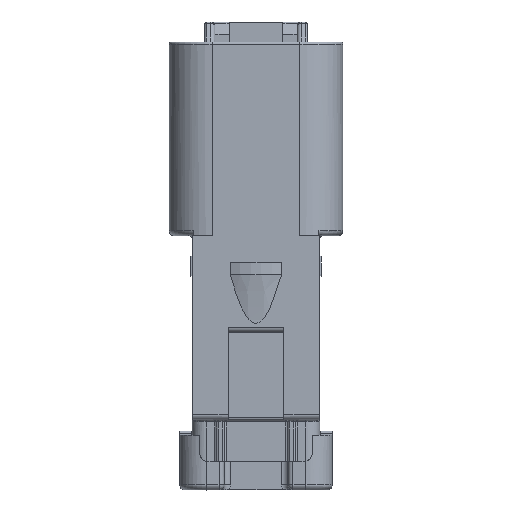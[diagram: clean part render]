
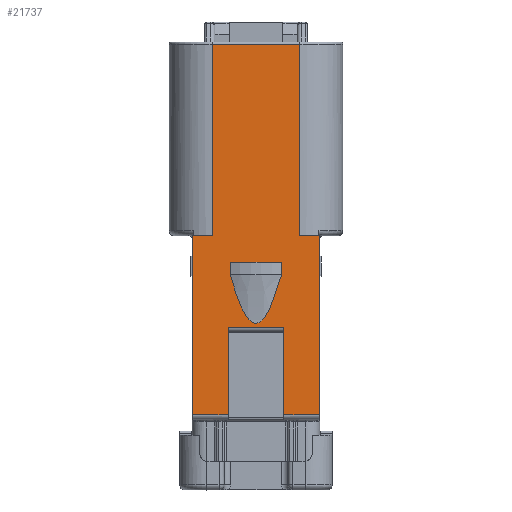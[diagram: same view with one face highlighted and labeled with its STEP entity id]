
A CAD part, top view. The second image highlights one B-rep face of the part: STEP entity #21737.
In plain terms, the highlighted planar face has unit normal (0, 0, 1).
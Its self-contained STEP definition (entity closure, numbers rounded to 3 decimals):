
#6749=DIRECTION('',(0.,1.,0.));
#6750=VECTOR('',#6749,18.9);
#6751=CARTESIAN_POINT('',(4.325,0.,6.85));
#6752=LINE('',#6751,#6750);
#6771=DIRECTION('',(0.,1.,0.));
#6772=VECTOR('',#6771,17.68);
#6773=CARTESIAN_POINT('',(6.275,-17.68,6.85));
#6774=LINE('',#6773,#6772);
#6783=DIRECTION('',(1.,0.,0.));
#6784=VECTOR('',#6783,3.535);
#6785=CARTESIAN_POINT('',(2.74,-17.68,6.85));
#6786=LINE('',#6785,#6784);
#6841=DIRECTION('',(1.,0.,0.));
#6842=VECTOR('',#6841,3.535);
#6843=CARTESIAN_POINT('',(-6.275,-17.68,6.85));
#6844=LINE('',#6843,#6842);
#6871=DIRECTION('',(0.,-1.,0.));
#6872=VECTOR('',#6871,18.9);
#6873=CARTESIAN_POINT('',(-4.325,18.9,6.85));
#6874=LINE('',#6873,#6872);
#7678=DIRECTION('',(-1.,0.,0.));
#7679=VECTOR('',#7678,8.65);
#7680=CARTESIAN_POINT('',(4.325,18.9,6.85));
#7681=LINE('',#7680,#7679);
#7715=DIRECTION('',(0.,1.,0.));
#7716=VECTOR('',#7715,17.68);
#7717=CARTESIAN_POINT('',(-6.275,-17.68,6.85));
#7718=LINE('',#7717,#7716);
#7719=DIRECTION('',(1.,0.,0.));
#7720=VECTOR('',#7719,1.95);
#7721=CARTESIAN_POINT('',(-6.275,0.,6.85));
#7722=LINE('',#7721,#7720);
#7723=DIRECTION('',(1.,0.,0.));
#7724=VECTOR('',#7723,1.95);
#7725=CARTESIAN_POINT('',(4.325,0.,6.85));
#7726=LINE('',#7725,#7724);
#7727=DIRECTION('',(0.,1.,0.));
#7728=VECTOR('',#7727,8.65);
#7729=CARTESIAN_POINT('',(2.74,-17.68,6.85));
#7730=LINE('',#7729,#7728);
#7731=DIRECTION('',(0.,-1.,0.));
#7732=VECTOR('',#7731,8.65);
#7733=CARTESIAN_POINT('',(-2.74,-9.03,6.85));
#7734=LINE('',#7733,#7732);
#7739=DIRECTION('',(1.,0.,0.));
#7740=VECTOR('',#7739,5.48);
#7741=CARTESIAN_POINT('',(-2.74,-9.03,6.85));
#7742=LINE('',#7741,#7740);
#7775=DIRECTION('',(1.,0.,0.));
#7776=VECTOR('',#7775,5.079);
#7777=CARTESIAN_POINT('',(-2.54,-2.65,6.85));
#7778=LINE('',#7777,#7776);
#7784=DIRECTION('',(0.,1.,0.));
#7785=VECTOR('',#7784,1.2);
#7786=CARTESIAN_POINT('',(-2.54,-3.85,6.85));
#7787=LINE('',#7786,#7785);
#7788=DIRECTION('',(0.,-1.,0.));
#7789=VECTOR('',#7788,1.2);
#7790=CARTESIAN_POINT('',(2.54,-2.65,6.85));
#7791=LINE('',#7790,#7789);
#7792=CARTESIAN_POINT('',(2.54,-3.85,6.85));
#7793=CARTESIAN_POINT('',(2.48,-4.067,6.85));
#7794=CARTESIAN_POINT('',(2.362,-4.48,6.85));
#7795=CARTESIAN_POINT('',(2.193,-5.039,6.85));
#7796=CARTESIAN_POINT('',(2.029,-5.544,6.85));
#7797=CARTESIAN_POINT('',(1.871,-6.,6.85));
#7798=CARTESIAN_POINT('',(1.717,-6.409,6.85));
#7799=CARTESIAN_POINT('',(1.568,-6.775,6.85));
#7800=CARTESIAN_POINT('',(1.423,-7.101,6.85));
#7801=CARTESIAN_POINT('',(1.282,-7.391,6.85));
#7802=CARTESIAN_POINT('',(1.144,-7.646,6.85));
#7803=CARTESIAN_POINT('',(1.009,-7.869,6.85));
#7804=CARTESIAN_POINT('',(0.876,-8.061,6.85));
#7805=CARTESIAN_POINT('',(0.746,-8.223,6.85));
#7806=CARTESIAN_POINT('',(0.618,-8.358,6.85));
#7807=CARTESIAN_POINT('',(0.493,-8.465,6.85));
#7808=CARTESIAN_POINT('',(0.373,-8.545,6.85));
#7809=CARTESIAN_POINT('',(0.259,-8.601,6.85));
#7810=CARTESIAN_POINT('',(0.151,-8.635,6.85));
#7811=CARTESIAN_POINT('',(0.046,-8.651,6.85));
#7812=CARTESIAN_POINT('',(-0.056,-8.65,6.85));
#7813=CARTESIAN_POINT('',(-0.161,-8.633,6.85));
#7814=CARTESIAN_POINT('',(-0.269,-8.597,6.85));
#7815=CARTESIAN_POINT('',(-0.383,-8.54,6.85));
#7816=CARTESIAN_POINT('',(-0.502,-8.458,6.85));
#7817=CARTESIAN_POINT('',(-0.626,-8.35,6.85));
#7818=CARTESIAN_POINT('',(-0.753,-8.215,6.85));
#7819=CARTESIAN_POINT('',(-0.882,-8.052,6.85));
#7820=CARTESIAN_POINT('',(-1.014,-7.86,6.85));
#7821=CARTESIAN_POINT('',(-1.148,-7.638,6.85));
#7822=CARTESIAN_POINT('',(-1.286,-7.383,6.85));
#7823=CARTESIAN_POINT('',(-1.427,-7.094,6.85));
#7824=CARTESIAN_POINT('',(-1.571,-6.769,6.85));
#7825=CARTESIAN_POINT('',(-1.719,-6.403,6.85));
#7826=CARTESIAN_POINT('',(-1.872,-5.995,6.85));
#7827=CARTESIAN_POINT('',(-2.03,-5.54,6.85));
#7828=CARTESIAN_POINT('',(-2.194,-5.036,6.85));
#7829=CARTESIAN_POINT('',(-2.363,-4.478,6.85));
#7830=CARTESIAN_POINT('',(-2.48,-4.066,6.85));
#7831=CARTESIAN_POINT('',(-2.54,-3.85,6.85));
#8200=CARTESIAN_POINT('',(-2.74,-17.68,6.85));
#8201=VERTEX_POINT('',#8200);
#8202=CARTESIAN_POINT('',(-2.74,-9.03,6.85));
#8203=VERTEX_POINT('',#8202);
#8211=CARTESIAN_POINT('',(-6.275,-17.68,6.85));
#8212=VERTEX_POINT('',#8211);
#9941=CARTESIAN_POINT('',(6.275,-17.68,6.85));
#9942=VERTEX_POINT('',#9941);
#9943=CARTESIAN_POINT('',(2.74,-17.68,6.85));
#9944=VERTEX_POINT('',#9943);
#9945=CARTESIAN_POINT('',(6.275,0.,6.85));
#9946=VERTEX_POINT('',#9945);
#9947=CARTESIAN_POINT('',(-6.275,0.,6.85));
#9948=VERTEX_POINT('',#9947);
#9949=CARTESIAN_POINT('',(-4.325,0.,6.85));
#9950=VERTEX_POINT('',#9949);
#9951=CARTESIAN_POINT('',(-4.325,18.9,6.85));
#9952=VERTEX_POINT('',#9951);
#9953=CARTESIAN_POINT('',(4.325,18.9,6.85));
#9954=VERTEX_POINT('',#9953);
#9955=CARTESIAN_POINT('',(4.325,0.,6.85));
#9956=VERTEX_POINT('',#9955);
#9957=CARTESIAN_POINT('',(2.74,-9.03,6.85));
#9958=VERTEX_POINT('',#9957);
#9959=CARTESIAN_POINT('',(-2.54,-2.65,6.85));
#9960=CARTESIAN_POINT('',(2.54,-2.65,6.85));
#9961=VERTEX_POINT('',#9959);
#9962=VERTEX_POINT('',#9960);
#9963=CARTESIAN_POINT('',(-2.54,-3.85,6.85));
#9964=VERTEX_POINT('',#9963);
#9965=VERTEX_POINT('',#7792);
#21707=CARTESIAN_POINT('',(-4.325,0.,6.85));
#21708=DIRECTION('',(0.,0.,1.));
#21709=DIRECTION('',(1.,0.,0.));
#21710=AXIS2_PLACEMENT_3D('',#21707,#21708,#21709);
#21711=PLANE('',#21710);
#21712=ORIENTED_EDGE('',*,*,#20498,.F.);
#21713=ORIENTED_EDGE('',*,*,#20512,.T.);
#21714=ORIENTED_EDGE('',*,*,#20524,.T.);
#21715=ORIENTED_EDGE('',*,*,#20542,.F.);
#21716=ORIENTED_EDGE('',*,*,#21650,.F.);
#21717=ORIENTED_EDGE('',*,*,#20361,.F.);
#21718=ORIENTED_EDGE('',*,*,#20379,.T.);
#21719=ORIENTED_EDGE('',*,*,#20391,.F.);
#21720=ORIENTED_EDGE('',*,*,#20408,.F.);
#21721=ORIENTED_EDGE('',*,*,#20431,.T.);
#21723=ORIENTED_EDGE('',*,*,#21722,.F.);
#21724=ORIENTED_EDGE('',*,*,#20475,.T.);
#21725=EDGE_LOOP('',(#21712,#21713,#21714,#21715,#21716,#21717,#21718,#21719,
#21720,#21721,#21723,#21724));
#21726=FACE_OUTER_BOUND('',#21725,.F.);
#21728=ORIENTED_EDGE('',*,*,#21727,.F.);
#21730=ORIENTED_EDGE('',*,*,#21729,.F.);
#21732=ORIENTED_EDGE('',*,*,#21731,.F.);
#21734=ORIENTED_EDGE('',*,*,#21733,.F.);
#21735=EDGE_LOOP('',(#21728,#21730,#21732,#21734));
#21736=FACE_BOUND('',#21735,.F.);
#21737=ADVANCED_FACE('',(#21726,#21736),#21711,.T.);
#7832=B_SPLINE_CURVE_WITH_KNOTS('',3,(#7792,#7793,#7794,#7795,#7796,#7797,#7798,
#7799,#7800,#7801,#7802,#7803,#7804,#7805,#7806,#7807,#7808,#7809,#7810,#7811,
#7812,#7813,#7814,#7815,#7816,#7817,#7818,#7819,#7820,#7821,#7822,#7823,#7824,
#7825,#7826,#7827,#7828,#7829,#7830,#7831),.UNSPECIFIED.,.F.,.F.,(4,1,1,1,1,1,1,
1,1,1,1,1,1,1,1,1,1,1,1,1,1,1,1,1,1,1,1,1,1,1,1,1,1,1,1,1,1,4),(0.,
0.027,0.054,0.081,0.108,
0.135,0.162,0.189,0.216,
0.243,0.27,0.297,0.324,
0.351,0.378,0.405,0.432,
0.459,0.486,0.514,0.541,
0.568,0.595,0.622,0.649,
0.676,0.703,0.73,0.757,
0.784,0.811,0.838,0.865,
0.892,0.919,0.946,0.973,1.),
.UNSPECIFIED.);
#20361=EDGE_CURVE('',#9956,#9954,#6752,.T.);
#20379=EDGE_CURVE('',#9956,#9946,#7726,.T.);
#20391=EDGE_CURVE('',#9942,#9946,#6774,.T.);
#20408=EDGE_CURVE('',#9944,#9942,#6786,.T.);
#20431=EDGE_CURVE('',#9944,#9958,#7730,.T.);
#20475=EDGE_CURVE('',#8203,#8201,#7734,.T.);
#20498=EDGE_CURVE('',#8212,#8201,#6844,.T.);
#20512=EDGE_CURVE('',#8212,#9948,#7718,.T.);
#20524=EDGE_CURVE('',#9948,#9950,#7722,.T.);
#20542=EDGE_CURVE('',#9952,#9950,#6874,.T.);
#21650=EDGE_CURVE('',#9954,#9952,#7681,.T.);
#21722=EDGE_CURVE('',#8203,#9958,#7742,.T.);
#21727=EDGE_CURVE('',#9961,#9962,#7778,.T.);
#21729=EDGE_CURVE('',#9964,#9961,#7787,.T.);
#21731=EDGE_CURVE('',#9965,#9964,#7832,.T.);
#21733=EDGE_CURVE('',#9962,#9965,#7791,.T.);
